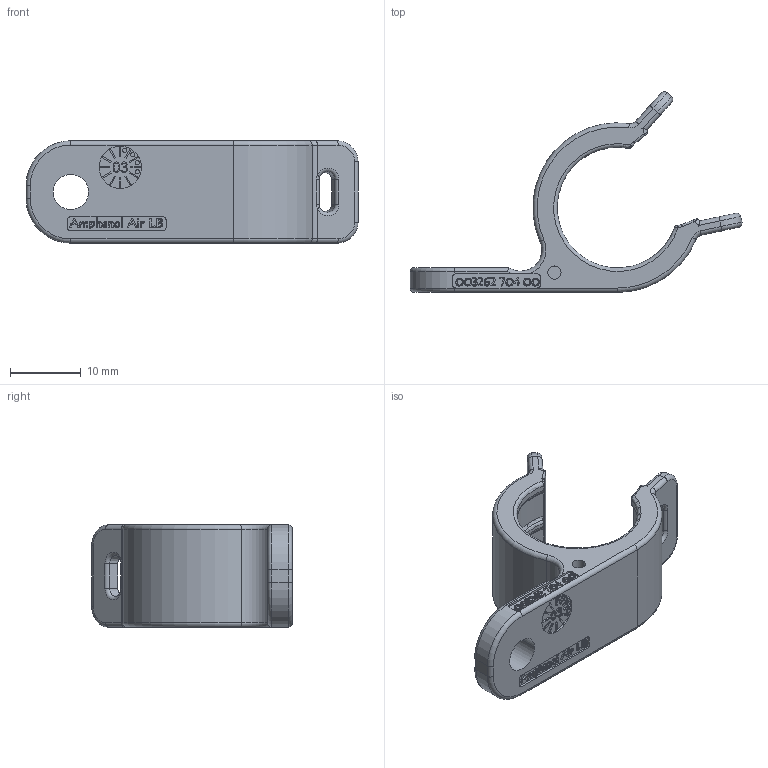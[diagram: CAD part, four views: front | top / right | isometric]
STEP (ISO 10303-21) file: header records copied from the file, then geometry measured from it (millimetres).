
FILE_DESCRIPTION((''),'2;1');
FILE_NAME('00326270400','2020-09-22T',('presta_be4'),(''),'CREO PARAMETRIC BY PTC INC, 2018360','CREO PARAMETRIC BY PTC INC, 2018360','');
FILE_SCHEMA(('CONFIG_CONTROL_DESIGN'));
Length unit declared in the file: millimetre
Products named in the file (1): 00326270400
Bounding box: 47.02 x 28.43 x 14.5 mm (x, y, z)
Volume: 3605.1 mm3; surface area: 3078.5 mm2
Topology: 1 solids, 1 shells, 890 faces, 2424 edges, 1584 vertices
Faces by surface type: extrusion 402, plane 334, cylinder 86, torus 36, bspline 28, cone 4
Entity records: 31349 total; most frequent: CARTESIAN_POINT 10500, ORIENTED_EDGE 4848, DIRECTION 3082, EDGE_CURVE 2424, VECTOR 1716, VERTEX_POINT 1584, LINE 1314, B_SPLINE_CURVE_WITH_KNOTS 1289
